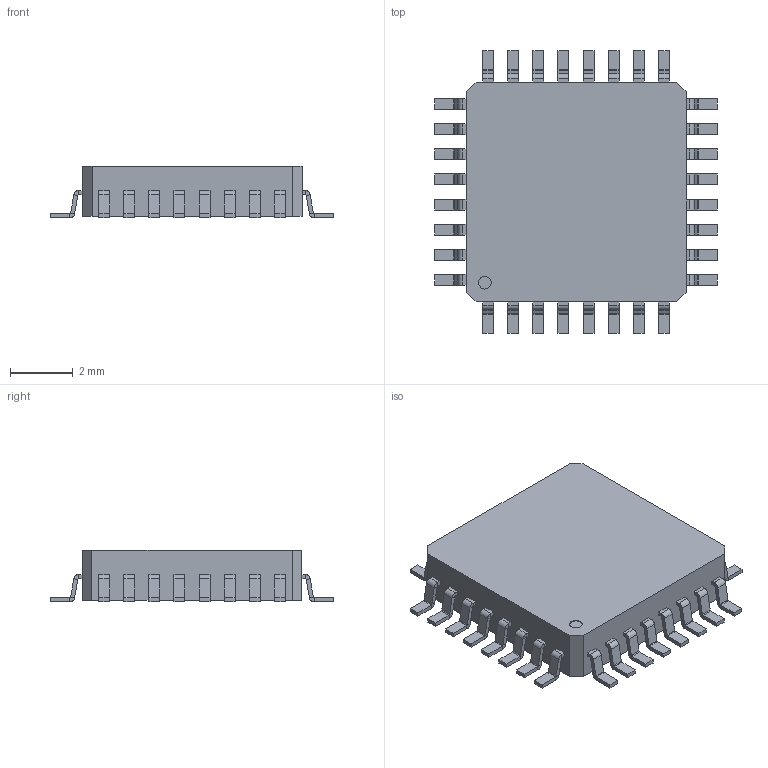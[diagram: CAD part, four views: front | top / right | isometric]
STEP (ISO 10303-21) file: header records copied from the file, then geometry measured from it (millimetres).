
FILE_DESCRIPTION(('FreeCAD Model'),'2;1');
FILE_NAME('pqfp-32.step','2015-02-03T11:44:52',( 'FreeCAD'),('FreeCAD'),'Open CASCADE STEP processor 6.7','FreeCAD', 'Unknown');
FILE_SCHEMA(('AUTOMOTIVE_DESIGN_CC2 { 1 2 10303 214 -1 1 5 4 }'));
Length unit declared in the file: millimetre
Products named in the file (1): PQFP-32
Bounding box: 9 x 9 x 1.65 mm (x, y, z)
Volume: 80.4 mm3; surface area: 192.5 mm2
Topology: 33 solids, 33 shells, 716 faces, 1435 edges, 786 vertices
Faces by surface type: plane 587, cylinder 129
Full cylindrical faces by diameter (mm): 0.4 x1
Entity records: 41552 total; most frequent: CARTESIAN_POINT 6774, DIRECTION 5676, LINE 3597, VECTOR 3597, ORIENTED_EDGE 2870, PCURVE 2870, DEFINITIONAL_REPRESENTATION 2870, EDGE_CURVE 1435
